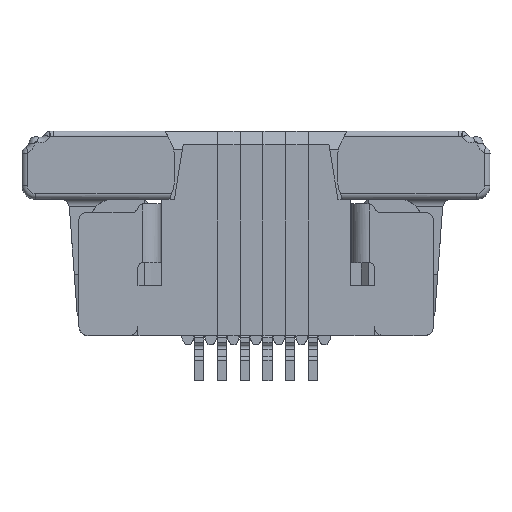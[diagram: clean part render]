
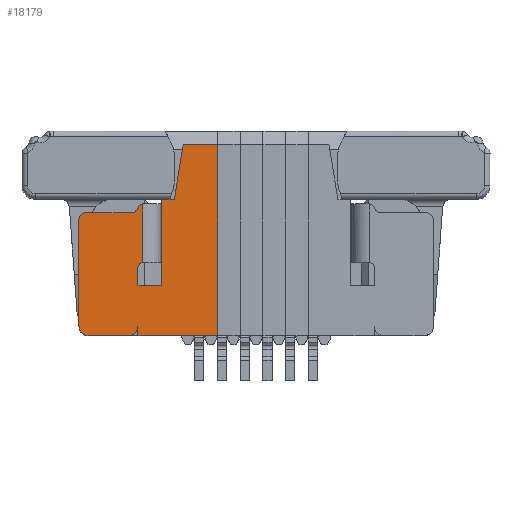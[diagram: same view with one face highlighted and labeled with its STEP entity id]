
A CAD part, top view. The second image highlights one B-rep face of the part: STEP entity #18179.
In plain terms, the highlighted planar face has unit normal (0, 0, 1).
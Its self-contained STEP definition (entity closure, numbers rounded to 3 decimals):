
#11494=DIRECTION('',(1.,0.,0.));
#11495=VECTOR('',#11494,1.75);
#11496=CARTESIAN_POINT('',(946.949,38.084,
1.));
#11497=LINE('',#11496,#11495);
#11536=DIRECTION('',(1.,0.,0.));
#11537=VECTOR('',#11536,0.515);
#11538=CARTESIAN_POINT('',(946.949,39.184,
1.));
#11539=LINE('',#11538,#11537);
#13102=DIRECTION('',(0.,1.,0.));
#13103=VECTOR('',#13102,1.296);
#13104=CARTESIAN_POINT('',(947.049,39.684,
1.));
#13105=LINE('',#13104,#13103);
#13238=DIRECTION('',(0.,1.,0.));
#13239=VECTOR('',#13238,4.2);
#13240=CARTESIAN_POINT('',(948.699,38.084,
1.));
#13241=LINE('',#13240,#13239);
#13242=DIRECTION('',(0.,-1.,0.));
#13243=VECTOR('',#13242,0.2);
#13244=CARTESIAN_POINT('',(946.949,38.284,
1.));
#13245=LINE('',#13244,#13243);
#13246=CARTESIAN_POINT('',(946.749,38.284,
1.));
#13247=DIRECTION('',(0.,0.,-1.));
#13248=DIRECTION('',(1.,0.,0.));
#13249=AXIS2_PLACEMENT_3D('',#13246,#13247,#13248);
#13251=DIRECTION('',(-1.,0.,0.));
#13252=VECTOR('',#13251,0.9);
#13253=CARTESIAN_POINT('',(946.749,38.084,
1.));
#13254=LINE('',#13253,#13252);
#13255=CARTESIAN_POINT('',(945.849,38.284,
1.));
#13256=DIRECTION('',(0.,0.,-1.));
#13257=DIRECTION('',(0.,-1.,0.));
#13258=AXIS2_PLACEMENT_3D('',#13255,#13256,#13257);
#13260=DIRECTION('',(0.,1.,0.));
#13261=VECTOR('',#13260,2.35);
#13262=CARTESIAN_POINT('',(945.649,38.284,
1.));
#13263=LINE('',#13262,#13261);
#13264=CARTESIAN_POINT('',(945.799,40.634,
1.));
#13265=DIRECTION('',(0.,0.,-1.));
#13266=DIRECTION('',(-1.,0.,0.));
#13267=AXIS2_PLACEMENT_3D('',#13264,#13265,#13266);
#13269=CARTESIAN_POINT('',(946.799,40.934,
1.));
#13270=DIRECTION('',(0.,0.,1.));
#13271=DIRECTION('',(0.,-1.,0.));
#13272=AXIS2_PLACEMENT_3D('',#13269,#13270,#13271);
#13274=CARTESIAN_POINT('',(947.082,40.834,
1.));
#13275=DIRECTION('',(0.,0.,-1.));
#13276=DIRECTION('',(-0.943,0.333,0.));
#13277=AXIS2_PLACEMENT_3D('',#13274,#13275,#13276);
#13279=CARTESIAN_POINT('',(947.049,39.584,
1.));
#13280=DIRECTION('',(0.,0.,1.));
#13281=DIRECTION('',(0.,1.,0.));
#13282=AXIS2_PLACEMENT_3D('',#13279,#13280,#13281);
#13284=DIRECTION('',(0.,1.,0.));
#13285=VECTOR('',#13284,1.9);
#13286=CARTESIAN_POINT('',(947.464,39.184,
1.));
#13287=LINE('',#13286,#13285);
#13288=DIRECTION('',(0.161,0.987,0.));
#13289=VECTOR('',#13288,1.216);
#13290=CARTESIAN_POINT('',(947.749,41.084,
1.));
#13291=LINE('',#13290,#13289);
#13352=DIRECTION('',(0.,1.,0.));
#13353=VECTOR('',#13352,0.4);
#13354=CARTESIAN_POINT('',(946.949,39.184,
1.));
#13355=LINE('',#13354,#13353);
#13380=DIRECTION('',(-1.,0.,0.));
#13381=VECTOR('',#13380,1.);
#13382=CARTESIAN_POINT('',(946.799,40.784,
1.));
#13383=LINE('',#13382,#13381);
#13412=DIRECTION('',(-1.,0.,0.));
#13413=VECTOR('',#13412,0.285);
#13414=CARTESIAN_POINT('',(947.749,41.084,
1.));
#13415=LINE('',#13414,#13413);
#13886=DIRECTION('',(-1.,0.,0.));
#13887=VECTOR('',#13886,0.754);
#13888=CARTESIAN_POINT('',(948.699,42.284,
1.));
#13889=LINE('',#13888,#13887);
#14734=CARTESIAN_POINT('',(947.749,41.084,
1.));
#14735=CARTESIAN_POINT('',(947.946,42.284,
1.));
#14736=VERTEX_POINT('',#14734);
#14737=VERTEX_POINT('',#14735);
#14740=CARTESIAN_POINT('',(947.464,41.084,
1.));
#14741=VERTEX_POINT('',#14740);
#15223=CARTESIAN_POINT('',(946.749,38.084,
1.));
#15224=CARTESIAN_POINT('',(945.849,38.084,
1.));
#15225=VERTEX_POINT('',#15223);
#15226=VERTEX_POINT('',#15224);
#15228=CARTESIAN_POINT('',(945.649,38.284,
1.));
#15229=VERTEX_POINT('',#15228);
#15232=CARTESIAN_POINT('',(945.649,40.634,
1.));
#15233=VERTEX_POINT('',#15232);
#15234=CARTESIAN_POINT('',(945.799,40.784,
1.));
#15236=VERTEX_POINT('',#15234);
#15238=CARTESIAN_POINT('',(946.941,40.884,
1.));
#15239=CARTESIAN_POINT('',(947.049,40.98,
1.));
#15240=VERTEX_POINT('',#15238);
#15241=VERTEX_POINT('',#15239);
#15242=CARTESIAN_POINT('',(947.049,39.684,
1.));
#15243=CARTESIAN_POINT('',(946.949,39.584,
1.));
#15244=VERTEX_POINT('',#15242);
#15245=VERTEX_POINT('',#15243);
#15246=CARTESIAN_POINT('',(946.799,40.784,
1.));
#15247=VERTEX_POINT('',#15246);
#15449=CARTESIAN_POINT('',(948.699,38.084,
1.));
#15450=VERTEX_POINT('',#15449);
#15451=CARTESIAN_POINT('',(948.699,42.284,
1.));
#15452=VERTEX_POINT('',#15451);
#15491=CARTESIAN_POINT('',(947.464,39.184,
1.));
#15493=VERTEX_POINT('',#15491);
#15571=CARTESIAN_POINT('',(946.949,39.184,
1.));
#15572=VERTEX_POINT('',#15571);
#15573=CARTESIAN_POINT('',(946.949,38.284,
1.));
#15574=VERTEX_POINT('',#15573);
#15595=CARTESIAN_POINT('',(946.949,38.084,
1.));
#15596=VERTEX_POINT('',#15595);
#18141=CARTESIAN_POINT('',(950.549,40.184,
1.));
#18142=DIRECTION('',(0.,0.,1.));
#18143=DIRECTION('',(1.,0.,0.));
#18144=AXIS2_PLACEMENT_3D('',#18141,#18142,#18143);
#18145=PLANE('',#18144);
#18146=ORIENTED_EDGE('',*,*,#15647,.F.);
#18147=ORIENTED_EDGE('',*,*,#15717,.F.);
#18148=ORIENTED_EDGE('',*,*,#17502,.F.);
#18150=ORIENTED_EDGE('',*,*,#18149,.T.);
#18152=ORIENTED_EDGE('',*,*,#18151,.T.);
#18154=ORIENTED_EDGE('',*,*,#18153,.T.);
#18156=ORIENTED_EDGE('',*,*,#18155,.T.);
#18158=ORIENTED_EDGE('',*,*,#18157,.T.);
#18160=ORIENTED_EDGE('',*,*,#18159,.F.);
#18162=ORIENTED_EDGE('',*,*,#18161,.T.);
#18163=ORIENTED_EDGE('',*,*,#18132,.T.);
#18164=ORIENTED_EDGE('',*,*,#17944,.F.);
#18166=ORIENTED_EDGE('',*,*,#18165,.T.);
#18168=ORIENTED_EDGE('',*,*,#18167,.F.);
#18169=ORIENTED_EDGE('',*,*,#15857,.T.);
#18170=ORIENTED_EDGE('',*,*,#17417,.T.);
#18172=ORIENTED_EDGE('',*,*,#18171,.F.);
#18174=ORIENTED_EDGE('',*,*,#18173,.T.);
#18176=ORIENTED_EDGE('',*,*,#18175,.F.);
#18177=EDGE_LOOP('',(#18146,#18147,#18148,#18150,#18152,#18154,#18156,#18158,
#18160,#18162,#18163,#18164,#18166,#18168,#18169,#18170,#18172,#18174,#18176));
#18178=FACE_OUTER_BOUND('',#18177,.F.);
#13250=CIRCLE('',#13249,0.2);
#13259=CIRCLE('',#13258,0.2);
#13268=CIRCLE('',#13267,0.15);
#13273=CIRCLE('',#13272,0.15);
#13278=CIRCLE('',#13277,0.15);
#13283=CIRCLE('',#13282,0.1);
#15647=EDGE_CURVE('',#15450,#15452,#13241,.T.);
#15717=EDGE_CURVE('',#15596,#15450,#11497,.T.);
#15857=EDGE_CURVE('',#15572,#15493,#11539,.T.);
#17417=EDGE_CURVE('',#15493,#14741,#13287,.T.);
#17502=EDGE_CURVE('',#15574,#15596,#13245,.T.);
#17944=EDGE_CURVE('',#15244,#15241,#13105,.T.);
#18132=EDGE_CURVE('',#15240,#15241,#13278,.T.);
#18149=EDGE_CURVE('',#15574,#15225,#13250,.T.);
#18151=EDGE_CURVE('',#15225,#15226,#13254,.T.);
#18153=EDGE_CURVE('',#15226,#15229,#13259,.T.);
#18155=EDGE_CURVE('',#15229,#15233,#13263,.T.);
#18157=EDGE_CURVE('',#15233,#15236,#13268,.T.);
#18159=EDGE_CURVE('',#15247,#15236,#13383,.T.);
#18161=EDGE_CURVE('',#15247,#15240,#13273,.T.);
#18165=EDGE_CURVE('',#15244,#15245,#13283,.T.);
#18167=EDGE_CURVE('',#15572,#15245,#13355,.T.);
#18171=EDGE_CURVE('',#14736,#14741,#13415,.T.);
#18173=EDGE_CURVE('',#14736,#14737,#13291,.T.);
#18175=EDGE_CURVE('',#15452,#14737,#13889,.T.);
#18179=ADVANCED_FACE('',(#18178),#18145,.T.);
